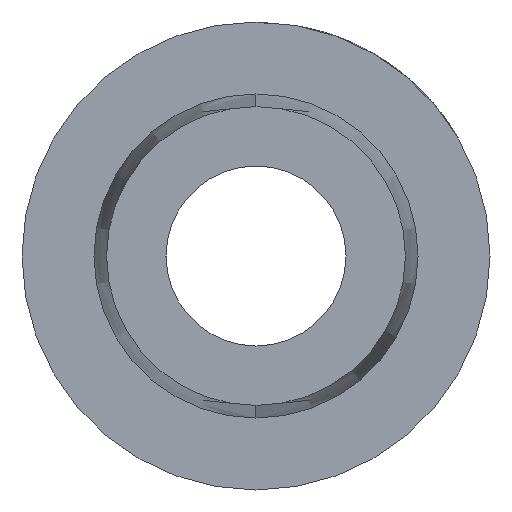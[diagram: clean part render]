
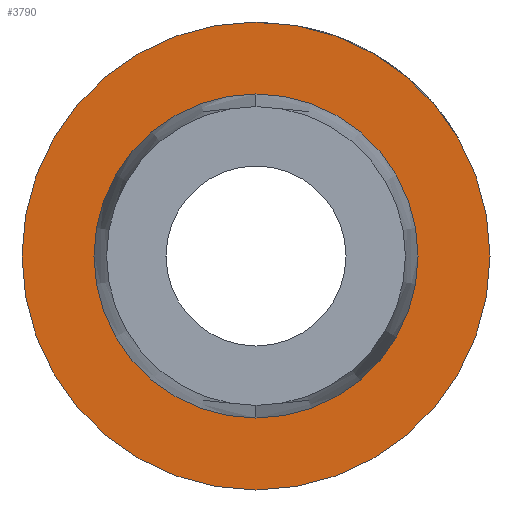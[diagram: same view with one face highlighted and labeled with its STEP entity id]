
A CAD part, left-side view. The second image highlights one B-rep face of the part: STEP entity #3790.
In plain terms, the highlighted planar face has unit normal (-1, 0, 0).
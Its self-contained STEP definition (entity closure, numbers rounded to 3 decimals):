
#59 = CIRCLE ( 'NONE', #4862, 4.5 ) ;
#146 = AXIS2_PLACEMENT_3D ( 'NONE', #3334, #3308, #1234 ) ;
#214 = DIRECTION ( 'NONE',  ( 0., 0., 1. ) ) ;
#239 = DIRECTION ( 'NONE',  ( -1., 0., 0. ) ) ;
#331 = DIRECTION ( 'NONE',  ( 1., 0., 0. ) ) ;
#369 = DIRECTION ( 'NONE',  ( -1., 0., 0. ) ) ;
#523 = DIRECTION ( 'NONE',  ( -1., 0., 0. ) ) ;
#732 = CIRCLE ( 'NONE', #146, 6.5 ) ;
#793 = CARTESIAN_POINT ( 'NONE',  ( 14., 0., 0. ) ) ;
#1103 = DIRECTION ( 'NONE',  ( 0., 0., -1. ) ) ;
#1161 = EDGE_CURVE ( 'NONE', #4487, #4917, #5136, .T. ) ;
#1213 = ORIENTED_EDGE ( 'NONE', *, *, #2077, .T. ) ;
#1234 = DIRECTION ( 'NONE',  ( 0., 0., 1. ) ) ;
#1293 = CARTESIAN_POINT ( 'NONE',  ( 14., 0., -6.5 ) ) ;
#1319 = CARTESIAN_POINT ( 'NONE',  ( 14., 0., 0. ) ) ;
#1400 = VERTEX_POINT ( 'NONE', #1869 ) ;
#1432 = FACE_OUTER_BOUND ( 'NONE', #4286, .T. ) ;
#1442 = CARTESIAN_POINT ( 'NONE',  ( 14., 0., 0. ) ) ;
#1869 = CARTESIAN_POINT ( 'NONE',  ( 14., 0., 4.5 ) ) ;
#1908 = ORIENTED_EDGE ( 'NONE', *, *, #2150, .F. ) ;
#1914 = EDGE_CURVE ( 'NONE', #3540, #1400, #59, .T. ) ;
#2077 = EDGE_CURVE ( 'NONE', #4917, #4487, #732, .T. ) ;
#2093 = EDGE_LOOP ( 'NONE', ( #1908, #2751 ) ) ;
#2109 = ORIENTED_EDGE ( 'NONE', *, *, #1161, .T. ) ;
#2150 = EDGE_CURVE ( 'NONE', #1400, #3540, #2762, .T. ) ;
#2751 = ORIENTED_EDGE ( 'NONE', *, *, #1914, .F. ) ;
#2762 = CIRCLE ( 'NONE', #3108, 4.5 ) ;
#2862 = AXIS2_PLACEMENT_3D ( 'NONE', #3586, #331, #1103 ) ;
#2863 = AXIS2_PLACEMENT_3D ( 'NONE', #793, #369, #3630 ) ;
#3108 = AXIS2_PLACEMENT_3D ( 'NONE', #1319, #523, #4458 ) ;
#3308 = DIRECTION ( 'NONE',  ( -1., 0., 0. ) ) ;
#3334 = CARTESIAN_POINT ( 'NONE',  ( 14., 0., 0. ) ) ;
#3360 = FACE_BOUND ( 'NONE', #2093, .T. ) ;
#3499 = CARTESIAN_POINT ( 'NONE',  ( 14., 0., -4.5 ) ) ;
#3540 = VERTEX_POINT ( 'NONE', #3499 ) ;
#3564 = PLANE ( 'NONE',  #2862 ) ;
#3586 = CARTESIAN_POINT ( 'NONE',  ( 14., 4.5, 0. ) ) ;
#3630 = DIRECTION ( 'NONE',  ( 0., 0., 1. ) ) ;
#3790 = ADVANCED_FACE ( 'NONE', ( #3360, #1432 ), #3564, .F. ) ;
#4286 = EDGE_LOOP ( 'NONE', ( #1213, #2109 ) ) ;
#4458 = DIRECTION ( 'NONE',  ( 0., 0., 1. ) ) ;
#4487 = VERTEX_POINT ( 'NONE', #1293 ) ;
#4532 = CARTESIAN_POINT ( 'NONE',  ( 14., 0., 6.5 ) ) ;
#4862 = AXIS2_PLACEMENT_3D ( 'NONE', #1442, #239, #214 ) ;
#4917 = VERTEX_POINT ( 'NONE', #4532 ) ;
#5136 = CIRCLE ( 'NONE', #2863, 6.5 ) ;
